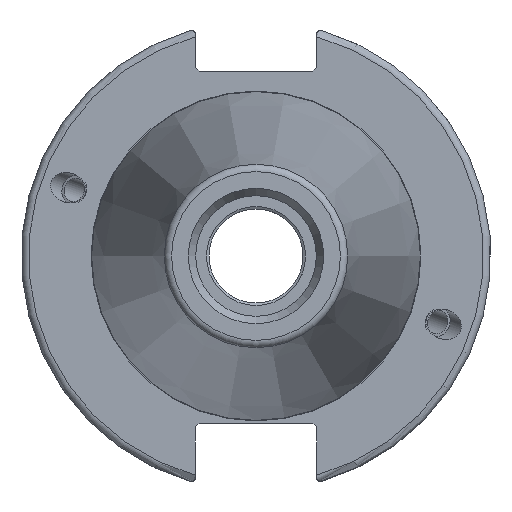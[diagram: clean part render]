
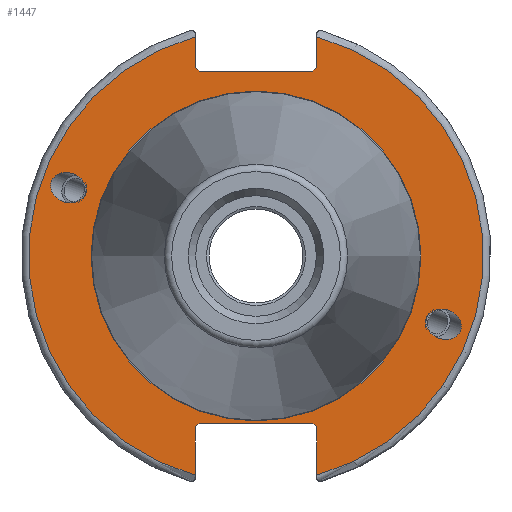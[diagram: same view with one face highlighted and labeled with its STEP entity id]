
A CAD part, left-side view. The second image highlights one B-rep face of the part: STEP entity #1447.
In plain terms, the highlighted planar face has unit normal (-1, 0, 0).
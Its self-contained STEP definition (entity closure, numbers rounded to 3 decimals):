
#46=FACE_BOUND('',#303,.T.);
#47=FACE_BOUND('',#304,.T.);
#48=FACE_BOUND('',#305,.T.);
#58=PLANE('',#1610);
#128=CIRCLE('',#1608,22.3);
#130=CIRCLE('',#1611,30.75);
#131=CIRCLE('',#1612,30.75);
#206=FACE_OUTER_BOUND('',#302,.T.);
#302=EDGE_LOOP('',(#1140,#1141,#1142,#1143,#1144,#1145,#1146,#1147,#1148,
#1149,#1150,#1151));
#303=EDGE_LOOP('',(#1152));
#304=EDGE_LOOP('',(#1153));
#305=EDGE_LOOP('',(#1154));
#418=LINE('',#2588,#505);
#419=LINE('',#2590,#506);
#420=LINE('',#2592,#507);
#421=LINE('',#2594,#508);
#422=LINE('',#2596,#509);
#423=LINE('',#2600,#510);
#424=LINE('',#2602,#511);
#425=LINE('',#2604,#512);
#426=LINE('',#2606,#513);
#427=LINE('',#2607,#514);
#505=VECTOR('',#1912,10.);
#506=VECTOR('',#1913,10.);
#507=VECTOR('',#1914,10.);
#508=VECTOR('',#1915,10.);
#509=VECTOR('',#1916,10.);
#510=VECTOR('',#1919,10.);
#511=VECTOR('',#1920,10.);
#512=VECTOR('',#1921,10.);
#513=VECTOR('',#1922,10.);
#514=VECTOR('',#1923,10.);
#570=ELLIPSE('',#1581,2.442,2.);
#579=ELLIPSE('',#1604,2.442,2.);
#638=VERTEX_POINT('',#2529);
#651=VERTEX_POINT('',#2572);
#654=VERTEX_POINT('',#2579);
#655=VERTEX_POINT('',#2584);
#656=VERTEX_POINT('',#2585);
#657=VERTEX_POINT('',#2587);
#658=VERTEX_POINT('',#2589);
#659=VERTEX_POINT('',#2591);
#660=VERTEX_POINT('',#2593);
#661=VERTEX_POINT('',#2595);
#662=VERTEX_POINT('',#2597);
#663=VERTEX_POINT('',#2599);
#664=VERTEX_POINT('',#2601);
#665=VERTEX_POINT('',#2603);
#666=VERTEX_POINT('',#2605);
#806=EDGE_CURVE('',#638,#638,#570,.T.);
#827=EDGE_CURVE('',#651,#651,#579,.T.);
#830=EDGE_CURVE('',#654,#654,#128,.T.);
#832=EDGE_CURVE('',#655,#656,#130,.T.);
#833=EDGE_CURVE('',#655,#657,#418,.T.);
#834=EDGE_CURVE('',#658,#657,#419,.T.);
#835=EDGE_CURVE('',#658,#659,#420,.T.);
#836=EDGE_CURVE('',#660,#659,#421,.T.);
#837=EDGE_CURVE('',#660,#661,#422,.T.);
#838=EDGE_CURVE('',#662,#661,#131,.T.);
#839=EDGE_CURVE('',#662,#663,#423,.T.);
#840=EDGE_CURVE('',#664,#663,#424,.T.);
#841=EDGE_CURVE('',#664,#665,#425,.T.);
#842=EDGE_CURVE('',#666,#665,#426,.T.);
#843=EDGE_CURVE('',#666,#656,#427,.T.);
#1140=ORIENTED_EDGE('',*,*,#832,.F.);
#1141=ORIENTED_EDGE('',*,*,#833,.T.);
#1142=ORIENTED_EDGE('',*,*,#834,.F.);
#1143=ORIENTED_EDGE('',*,*,#835,.T.);
#1144=ORIENTED_EDGE('',*,*,#836,.F.);
#1145=ORIENTED_EDGE('',*,*,#837,.T.);
#1146=ORIENTED_EDGE('',*,*,#838,.F.);
#1147=ORIENTED_EDGE('',*,*,#839,.T.);
#1148=ORIENTED_EDGE('',*,*,#840,.F.);
#1149=ORIENTED_EDGE('',*,*,#841,.T.);
#1150=ORIENTED_EDGE('',*,*,#842,.F.);
#1151=ORIENTED_EDGE('',*,*,#843,.T.);
#1152=ORIENTED_EDGE('',*,*,#806,.T.);
#1153=ORIENTED_EDGE('',*,*,#827,.T.);
#1154=ORIENTED_EDGE('',*,*,#830,.F.);
#1447=ADVANCED_FACE('',(#206,#46,#47,#48),#58,.T.);
#1581=AXIS2_PLACEMENT_3D('',#2531,#1843,#1844);
#1604=AXIS2_PLACEMENT_3D('',#2574,#1896,#1897);
#1608=AXIS2_PLACEMENT_3D('',#2581,#1904,#1905);
#1610=AXIS2_PLACEMENT_3D('',#2583,#1908,#1909);
#1611=AXIS2_PLACEMENT_3D('',#2586,#1910,#1911);
#1612=AXIS2_PLACEMENT_3D('',#2598,#1917,#1918);
#1843=DIRECTION('center_axis',(1.,0.,0.));
#1844=DIRECTION('ref_axis',(0.,-0.94,-0.342));
#1896=DIRECTION('center_axis',(1.,0.,0.));
#1897=DIRECTION('ref_axis',(0.,0.94,0.342));
#1904=DIRECTION('center_axis',(-1.,0.,0.));
#1905=DIRECTION('ref_axis',(0.,-1.,0.));
#1908=DIRECTION('center_axis',(-1.,0.,0.));
#1909=DIRECTION('ref_axis',(0.,0.,1.));
#1910=DIRECTION('center_axis',(1.,0.,0.));
#1911=DIRECTION('ref_axis',(0.,-1.,0.));
#1912=DIRECTION('',(0.,0.,-1.));
#1913=DIRECTION('',(0.,-0.707,0.707));
#1914=DIRECTION('',(0.,1.,0.));
#1915=DIRECTION('',(0.,-0.707,-0.707));
#1916=DIRECTION('',(0.,0.,1.));
#1917=DIRECTION('center_axis',(1.,0.,0.));
#1918=DIRECTION('ref_axis',(0.,1.,0.));
#1919=DIRECTION('',(0.,0.,1.));
#1920=DIRECTION('',(0.,0.707,-0.707));
#1921=DIRECTION('',(0.,-1.,0.));
#1922=DIRECTION('',(0.,0.707,0.707));
#1923=DIRECTION('',(0.,0.,-1.));
#2529=CARTESIAN_POINT('',(3.175,-23.077,-8.399));
#2531=CARTESIAN_POINT('Origin',(3.175,-25.372,-9.235));
#2572=CARTESIAN_POINT('',(3.175,23.077,8.399));
#2574=CARTESIAN_POINT('Origin',(3.175,25.372,9.235));
#2579=CARTESIAN_POINT('',(3.175,0.,22.3));
#2581=CARTESIAN_POINT('Origin',(3.175,0.,0.));
#2583=CARTESIAN_POINT('Origin',(3.175,31.75,0.));
#2584=CARTESIAN_POINT('',(3.175,-8.19,29.639));
#2585=CARTESIAN_POINT('',(3.175,-8.19,-29.639));
#2586=CARTESIAN_POINT('Origin',(3.175,0.,0.));
#2587=CARTESIAN_POINT('',(3.175,-8.19,25.5));
#2588=CARTESIAN_POINT('',(3.175,-8.19,12.5));
#2589=CARTESIAN_POINT('',(3.175,-7.69,25.));
#2590=CARTESIAN_POINT('',(3.175,8.295,9.015));
#2591=CARTESIAN_POINT('',(3.175,7.69,25.));
#2592=CARTESIAN_POINT('',(3.175,15.875,25.));
#2593=CARTESIAN_POINT('',(3.175,8.19,25.5));
#2594=CARTESIAN_POINT('',(3.175,7.58,24.89));
#2595=CARTESIAN_POINT('',(3.175,8.19,29.639));
#2596=CARTESIAN_POINT('',(3.175,8.19,12.5));
#2597=CARTESIAN_POINT('',(3.175,8.19,-29.639));
#2598=CARTESIAN_POINT('Origin',(3.175,0.,0.));
#2599=CARTESIAN_POINT('',(3.175,8.19,-23.1));
#2600=CARTESIAN_POINT('',(3.175,8.19,-11.3));
#2601=CARTESIAN_POINT('',(3.175,7.69,-22.6));
#2602=CARTESIAN_POINT('',(3.175,8.18,-23.09));
#2603=CARTESIAN_POINT('',(3.175,-7.69,-22.6));
#2604=CARTESIAN_POINT('',(3.175,15.875,-22.6));
#2605=CARTESIAN_POINT('',(3.175,-8.19,-23.1));
#2606=CARTESIAN_POINT('',(3.175,7.695,-7.215));
#2607=CARTESIAN_POINT('',(3.175,-8.19,-11.3));
